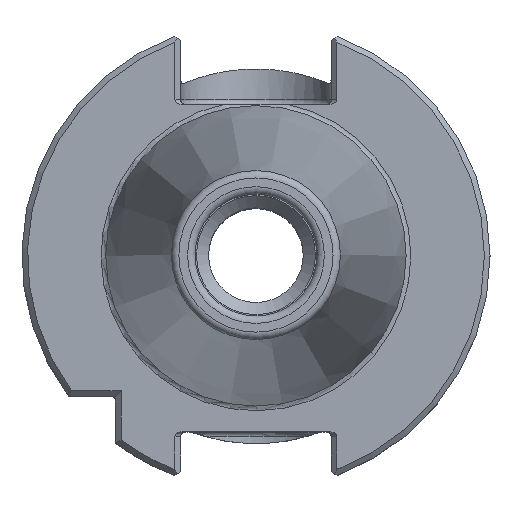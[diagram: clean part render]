
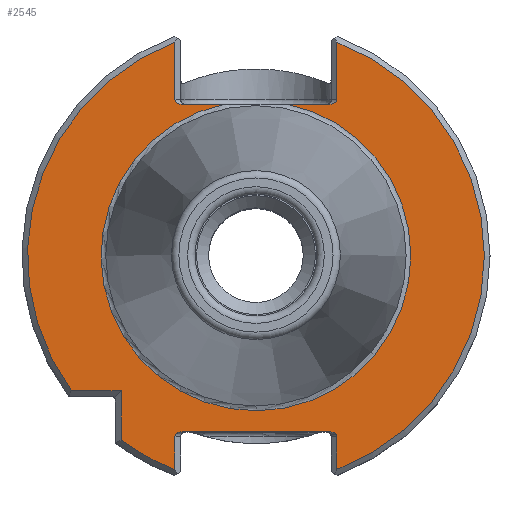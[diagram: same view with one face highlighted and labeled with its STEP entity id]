
A CAD part, top view. The second image highlights one B-rep face of the part: STEP entity #2545.
In plain terms, the highlighted planar face has unit normal (0, 0, 1).
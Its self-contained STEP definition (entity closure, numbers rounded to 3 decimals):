
#44=PLANE('',#2675);
#84=ELLIPSE('',#2672,0.707,0.5);
#85=ELLIPSE('',#2674,0.707,0.5);
#86=ELLIPSE('',#2677,0.707,0.5);
#87=ELLIPSE('',#2684,0.707,0.5);
#96=LINE('',#3558,#188);
#97=LINE('',#3565,#189);
#98=LINE('',#3569,#190);
#99=LINE('',#3572,#191);
#100=LINE('',#3576,#192);
#101=LINE('',#3579,#193);
#102=LINE('',#3583,#194);
#103=LINE('',#3585,#195);
#104=LINE('',#3589,#196);
#188=VECTOR('',#2913,1000.);
#189=VECTOR('',#2918,1000.);
#190=VECTOR('',#2921,1000.);
#191=VECTOR('',#2924,1000.);
#192=VECTOR('',#2927,1000.);
#193=VECTOR('',#2930,1000.);
#194=VECTOR('',#2933,1000.);
#195=VECTOR('',#2934,1000.);
#196=VECTOR('',#2937,1000.);
#316=CIRCLE('',#2676,0.5);
#317=CIRCLE('',#2678,24.4);
#318=CIRCLE('',#2679,0.5);
#319=CIRCLE('',#2680,16.543);
#320=CIRCLE('',#2681,0.5);
#321=CIRCLE('',#2682,24.4);
#322=CIRCLE('',#2683,24.4);
#323=CIRCLE('',#2685,0.5);
#438=ORIENTED_EDGE('',*,*,#958,.F.);
#439=ORIENTED_EDGE('',*,*,#959,.T.);
#440=ORIENTED_EDGE('',*,*,#960,.T.);
#441=ORIENTED_EDGE('',*,*,#961,.T.);
#442=ORIENTED_EDGE('',*,*,#962,.T.);
#443=ORIENTED_EDGE('',*,*,#963,.T.);
#444=ORIENTED_EDGE('',*,*,#957,.T.);
#445=ORIENTED_EDGE('',*,*,#964,.T.);
#446=ORIENTED_EDGE('',*,*,#965,.F.);
#447=ORIENTED_EDGE('',*,*,#966,.F.);
#448=ORIENTED_EDGE('',*,*,#967,.F.);
#449=ORIENTED_EDGE('',*,*,#968,.T.);
#450=ORIENTED_EDGE('',*,*,#952,.T.);
#451=ORIENTED_EDGE('',*,*,#969,.T.);
#452=ORIENTED_EDGE('',*,*,#970,.T.);
#453=ORIENTED_EDGE('',*,*,#971,.T.);
#454=ORIENTED_EDGE('',*,*,#972,.T.);
#455=ORIENTED_EDGE('',*,*,#973,.T.);
#456=ORIENTED_EDGE('',*,*,#974,.T.);
#457=ORIENTED_EDGE('',*,*,#975,.T.);
#458=ORIENTED_EDGE('',*,*,#976,.T.);
#952=EDGE_CURVE('',#1211,#1212,#84,.F.);
#957=EDGE_CURVE('',#1215,#1216,#85,.F.);
#958=EDGE_CURVE('',#1217,#1218,#96,.T.);
#959=EDGE_CURVE('',#1217,#1219,#316,.F.);
#960=EDGE_CURVE('',#1219,#1220,#86,.F.);
#961=EDGE_CURVE('',#1220,#1221,#97,.T.);
#962=EDGE_CURVE('',#1221,#1222,#317,.T.);
#963=EDGE_CURVE('',#1222,#1215,#98,.T.);
#964=EDGE_CURVE('',#1216,#1223,#318,.F.);
#965=EDGE_CURVE('',#1224,#1223,#99,.T.);
#966=EDGE_CURVE('',#1225,#1224,#319,.T.);
#967=EDGE_CURVE('',#1226,#1225,#100,.T.);
#968=EDGE_CURVE('',#1226,#1211,#320,.F.);
#969=EDGE_CURVE('',#1212,#1227,#101,.T.);
#970=EDGE_CURVE('',#1227,#1228,#321,.T.);
#971=EDGE_CURVE('',#1228,#1229,#102,.T.);
#972=EDGE_CURVE('',#1229,#1230,#103,.T.);
#973=EDGE_CURVE('',#1230,#1231,#322,.T.);
#974=EDGE_CURVE('',#1231,#1232,#104,.T.);
#975=EDGE_CURVE('',#1232,#1233,#87,.F.);
#976=EDGE_CURVE('',#1233,#1218,#323,.F.);
#1211=VERTEX_POINT('',#3529);
#1212=VERTEX_POINT('',#3530);
#1215=VERTEX_POINT('',#3545);
#1216=VERTEX_POINT('',#3555);
#1217=VERTEX_POINT('',#3559);
#1218=VERTEX_POINT('',#3560);
#1219=VERTEX_POINT('',#3562);
#1220=VERTEX_POINT('',#3564);
#1221=VERTEX_POINT('',#3566);
#1222=VERTEX_POINT('',#3568);
#1223=VERTEX_POINT('',#3571);
#1224=VERTEX_POINT('',#3573);
#1225=VERTEX_POINT('',#3575);
#1226=VERTEX_POINT('',#3577);
#1227=VERTEX_POINT('',#3580);
#1228=VERTEX_POINT('',#3582);
#1229=VERTEX_POINT('',#3584);
#1230=VERTEX_POINT('',#3586);
#1231=VERTEX_POINT('',#3588);
#1232=VERTEX_POINT('',#3590);
#1233=VERTEX_POINT('',#3592);
#1443=EDGE_LOOP('',(#438,#439,#440,#441,#442,#443,#444,#445,#446,#447,#448,
#449,#450,#451,#452,#453,#454,#455,#456,#457,#458));
#1589=FACE_BOUND('',#1443,.T.);
#2545=ADVANCED_FACE('',(#1589),#44,.T.);
#2672=AXIS2_PLACEMENT_3D('',#3528,#2903,#2904);
#2674=AXIS2_PLACEMENT_3D('',#3556,#2909,#2910);
#2675=AXIS2_PLACEMENT_3D('',#3557,#2911,#2912);
#2676=AXIS2_PLACEMENT_3D('',#3561,#2914,#2915);
#2677=AXIS2_PLACEMENT_3D('',#3563,#2916,#2917);
#2678=AXIS2_PLACEMENT_3D('',#3567,#2919,#2920);
#2679=AXIS2_PLACEMENT_3D('',#3570,#2922,#2923);
#2680=AXIS2_PLACEMENT_3D('',#3574,#2925,#2926);
#2681=AXIS2_PLACEMENT_3D('',#3578,#2928,#2929);
#2682=AXIS2_PLACEMENT_3D('',#3581,#2931,#2932);
#2683=AXIS2_PLACEMENT_3D('',#3587,#2935,#2936);
#2684=AXIS2_PLACEMENT_3D('',#3591,#2938,#2939);
#2685=AXIS2_PLACEMENT_3D('',#3593,#2940,#2941);
#2903=DIRECTION('',(0.,0.,1.));
#2904=DIRECTION('',(-1.,0.,0.));
#2909=DIRECTION('',(0.,0.,1.));
#2910=DIRECTION('',(-1.,0.,0.));
#2911=DIRECTION('',(0.,0.,1.));
#2912=DIRECTION('',(1.,0.,0.));
#2913=DIRECTION('',(-1.,0.,0.));
#2914=DIRECTION('',(0.,0.,1.));
#2915=DIRECTION('',(1.,0.,0.));
#2916=DIRECTION('',(0.,0.,1.));
#2917=DIRECTION('',(1.,0.,0.));
#2918=DIRECTION('',(0.,-1.,0.));
#2919=DIRECTION('',(0.,0.,1.));
#2920=DIRECTION('',(1.,0.,0.));
#2921=DIRECTION('',(0.,-1.,0.));
#2922=DIRECTION('',(0.,0.,1.));
#2923=DIRECTION('',(1.,0.,0.));
#2924=DIRECTION('',(1.,0.,0.));
#2925=DIRECTION('',(0.,0.,1.));
#2926=DIRECTION('',(1.,0.,0.));
#2927=DIRECTION('',(1.,0.,0.));
#2928=DIRECTION('',(0.,0.,1.));
#2929=DIRECTION('',(1.,0.,0.));
#2930=DIRECTION('',(0.,1.,0.));
#2931=DIRECTION('',(0.,0.,1.));
#2932=DIRECTION('',(1.,0.,0.));
#2933=DIRECTION('',(1.,0.,0.));
#2934=DIRECTION('',(0.,-1.,0.));
#2935=DIRECTION('',(0.,0.,1.));
#2936=DIRECTION('',(1.,0.,0.));
#2937=DIRECTION('',(0.,1.,0.));
#2938=DIRECTION('',(0.,0.,1.));
#2939=DIRECTION('',(1.,0.,0.));
#2940=DIRECTION('',(0.,0.,1.));
#2941=DIRECTION('',(1.,0.,0.));
#3528=CARTESIAN_POINT('',(-7.943,16.7,-3.2));
#3529=CARTESIAN_POINT('',(-7.713,16.227,-3.2));
#3530=CARTESIAN_POINT('',(-8.65,16.7,-3.2));
#3545=CARTESIAN_POINT('',(8.65,16.7,-3.2));
#3555=CARTESIAN_POINT('',(7.713,16.227,-3.2));
#3556=CARTESIAN_POINT('',(7.943,16.7,-3.2));
#3557=CARTESIAN_POINT('',(16.543,0.,-3.2));
#3558=CARTESIAN_POINT('',(8.05,-18.8,-3.2));
#3559=CARTESIAN_POINT('',(7.55,-18.8,-3.2));
#3560=CARTESIAN_POINT('',(-7.55,-18.8,-3.2));
#3561=CARTESIAN_POINT('',(7.55,-19.3,-3.2));
#3562=CARTESIAN_POINT('',(7.713,-18.827,-3.2));
#3563=CARTESIAN_POINT('',(7.943,-19.3,-3.2));
#3564=CARTESIAN_POINT('',(8.65,-19.3,-3.2));
#3565=CARTESIAN_POINT('',(8.65,-23.827,-3.2));
#3566=CARTESIAN_POINT('',(8.65,-22.815,-3.2));
#3567=CARTESIAN_POINT('',(0.,0.,-3.2));
#3568=CARTESIAN_POINT('',(8.65,22.815,-3.2));
#3569=CARTESIAN_POINT('',(8.65,16.2,-3.2));
#3570=CARTESIAN_POINT('',(7.55,16.7,-3.2));
#3571=CARTESIAN_POINT('',(7.55,16.2,-3.2));
#3572=CARTESIAN_POINT('',(-8.05,16.2,-3.2));
#3573=CARTESIAN_POINT('',(3.35,16.2,-3.2));
#3574=CARTESIAN_POINT('',(0.,0.,-3.2));
#3575=CARTESIAN_POINT('',(-3.35,16.2,-3.2));
#3576=CARTESIAN_POINT('',(-8.05,16.2,-3.2));
#3577=CARTESIAN_POINT('',(-7.55,16.2,-3.2));
#3578=CARTESIAN_POINT('',(-7.55,16.7,-3.2));
#3579=CARTESIAN_POINT('',(-8.65,23.827,-3.2));
#3580=CARTESIAN_POINT('',(-8.65,22.815,-3.2));
#3581=CARTESIAN_POINT('',(0.,0.,-3.2));
#3582=CARTESIAN_POINT('',(-19.698,-14.4,-3.2));
#3583=CARTESIAN_POINT('',(-15.,-14.4,-3.2));
#3584=CARTESIAN_POINT('',(-14.4,-14.4,-3.2));
#3585=CARTESIAN_POINT('',(-14.4,-20.187,-3.2));
#3586=CARTESIAN_POINT('',(-14.4,-19.698,-3.2));
#3587=CARTESIAN_POINT('',(0.,0.,-3.2));
#3588=CARTESIAN_POINT('',(-8.65,-22.815,-3.2));
#3589=CARTESIAN_POINT('',(-8.65,-18.8,-3.2));
#3590=CARTESIAN_POINT('',(-8.65,-19.3,-3.2));
#3591=CARTESIAN_POINT('',(-7.943,-19.3,-3.2));
#3592=CARTESIAN_POINT('',(-7.713,-18.827,-3.2));
#3593=CARTESIAN_POINT('',(-7.55,-19.3,-3.2));
